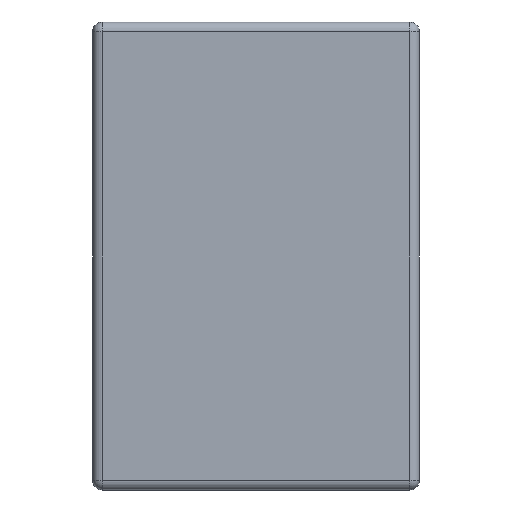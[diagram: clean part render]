
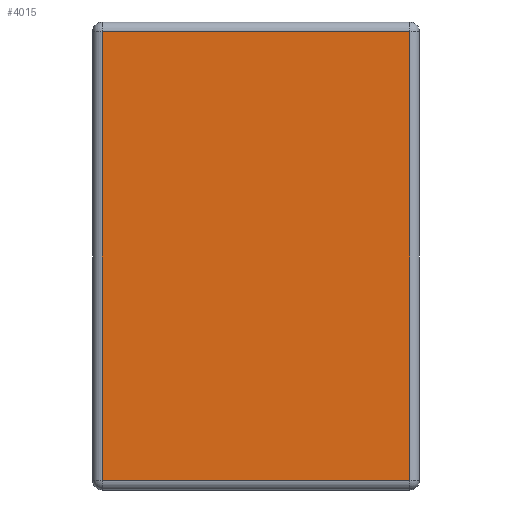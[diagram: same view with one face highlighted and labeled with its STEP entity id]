
A CAD part, left-side view. The second image highlights one B-rep face of the part: STEP entity #4015.
In plain terms, the highlighted planar face has unit normal (-1, 0, 0).
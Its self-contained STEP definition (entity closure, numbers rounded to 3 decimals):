
#4 = ORIENTED_EDGE ( 'NONE', *, *, #2909, .T. ) ;
#32 = ORIENTED_EDGE ( 'NONE', *, *, #3811, .T. ) ;
#347 = DIRECTION ( 'NONE',  ( 0., 1., 0. ) ) ;
#548 = VECTOR ( 'NONE', #3511, 1000. ) ;
#584 = LINE ( 'NONE', #1341, #548 ) ;
#740 = CARTESIAN_POINT ( 'NONE',  ( 0., 0.057, 0. ) ) ;
#1061 = ORIENTED_EDGE ( 'NONE', *, *, #2819, .T. ) ;
#1246 = VECTOR ( 'NONE', #347, 1000. ) ;
#1341 = CARTESIAN_POINT ( 'NONE',  ( 0., 0., -2.663 ) ) ;
#1377 = VERTEX_POINT ( 'NONE', #3467 ) ;
#1671 = ORIENTED_EDGE ( 'NONE', *, *, #3057, .T. ) ;
#1710 = PLANE ( 'NONE',  #4060 ) ;
#1839 = EDGE_LOOP ( 'NONE', ( #1061, #4, #32, #1671 ) ) ;
#1926 = LINE ( 'NONE', #3360, #4484 ) ;
#2087 = VERTEX_POINT ( 'NONE', #3318 ) ;
#2129 = CARTESIAN_POINT ( 'NONE',  ( 0., 1.9, -0.057 ) ) ;
#2210 = DIRECTION ( 'NONE',  ( 0., 0., 1. ) ) ;
#2392 = VECTOR ( 'NONE', #2210, 1000. ) ;
#2536 = LINE ( 'NONE', #2129, #1246 ) ;
#2567 = LINE ( 'NONE', #740, #2392 ) ;
#2805 = VERTEX_POINT ( 'NONE', #3171 ) ;
#2819 = EDGE_CURVE ( 'NONE', #1377, #2087, #584, .T. ) ;
#2909 = EDGE_CURVE ( 'NONE', #2087, #2805, #2567, .T. ) ;
#2979 = DIRECTION ( 'NONE',  ( 0., 0., -1. ) ) ;
#3057 = EDGE_CURVE ( 'NONE', #3625, #1377, #1926, .T. ) ;
#3171 = CARTESIAN_POINT ( 'NONE',  ( 0., 0.057, -0.057 ) ) ;
#3201 = FACE_OUTER_BOUND ( 'NONE', #1839, .T. ) ;
#3318 = CARTESIAN_POINT ( 'NONE',  ( 0., 0.057, -2.663 ) ) ;
#3360 = CARTESIAN_POINT ( 'NONE',  ( 0., 1.843, -2.72 ) ) ;
#3467 = CARTESIAN_POINT ( 'NONE',  ( 0., 1.843, -2.663 ) ) ;
#3511 = DIRECTION ( 'NONE',  ( 0., -1., 0. ) ) ;
#3560 = DIRECTION ( 'NONE',  ( 0., 0., 1. ) ) ;
#3625 = VERTEX_POINT ( 'NONE', #4526 ) ;
#3811 = EDGE_CURVE ( 'NONE', #2805, #3625, #2536, .T. ) ;
#3927 = CARTESIAN_POINT ( 'NONE',  ( 0., 0., 0. ) ) ;
#4015 = ADVANCED_FACE ( 'NONE', ( #3201 ), #1710, .T. ) ;
#4060 = AXIS2_PLACEMENT_3D ( 'NONE', #3927, #4602, #3560 ) ;
#4484 = VECTOR ( 'NONE', #2979, 1000. ) ;
#4526 = CARTESIAN_POINT ( 'NONE',  ( 0., 1.843, -0.057 ) ) ;
#4602 = DIRECTION ( 'NONE',  ( -1., 0., 0. ) ) ;
